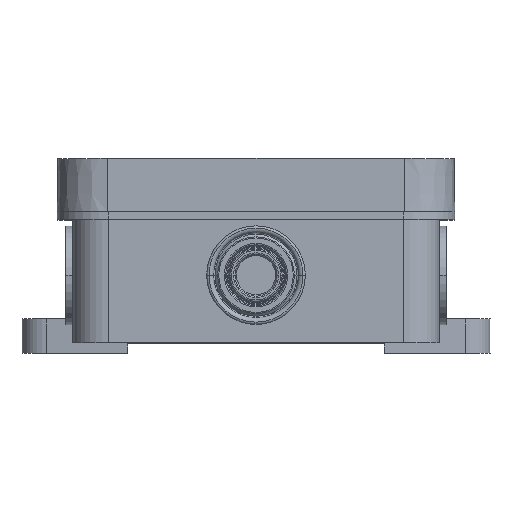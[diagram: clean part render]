
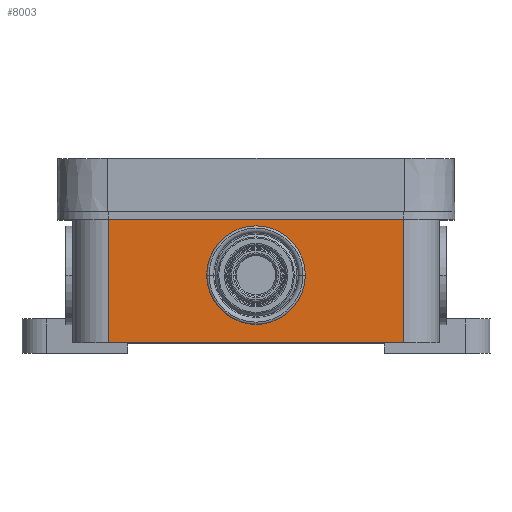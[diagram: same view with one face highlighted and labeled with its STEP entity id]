
A CAD part, top view. The second image highlights one B-rep face of the part: STEP entity #8003.
In plain terms, the highlighted planar face has unit normal (0, 0, 1).
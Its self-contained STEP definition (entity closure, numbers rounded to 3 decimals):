
#143 = ORIENTED_EDGE ( 'NONE', *, *, #7983, .T. ) ;
#228 = CARTESIAN_POINT ( 'NONE',  ( 0., 12.7, 34.6 ) ) ;
#365 = EDGE_CURVE ( 'NONE', #7078, #4481, #5248, .T. ) ;
#497 = LINE ( 'NONE', #5543, #7654 ) ;
#530 = ORIENTED_EDGE ( 'NONE', *, *, #1269, .T. ) ;
#586 = CARTESIAN_POINT ( 'NONE',  ( -34.6, 24.7, 34.6 ) ) ;
#748 = VECTOR ( 'NONE', #7509, 1000. ) ;
#753 = AXIS2_PLACEMENT_3D ( 'NONE', #228, #5237, #2693 ) ;
#1053 = DIRECTION ( 'NONE',  ( 0., 1., 0. ) ) ;
#1269 = EDGE_CURVE ( 'NONE', #7782, #7467, #3013, .T. ) ;
#1602 = ORIENTED_EDGE ( 'NONE', *, *, #7810, .F. ) ;
#1878 = DIRECTION ( 'NONE',  ( -1., 0., 0. ) ) ;
#2055 = EDGE_LOOP ( 'NONE', ( #1602, #4759 ) ) ;
#2071 = AXIS2_PLACEMENT_3D ( 'NONE', #6482, #8002, #7228 ) ;
#2412 = CARTESIAN_POINT ( 'NONE',  ( 27.85, 23.2, 34.6 ) ) ;
#2482 = CARTESIAN_POINT ( 'NONE',  ( -27.85, 24.7, 34.6 ) ) ;
#2550 = VECTOR ( 'NONE', #6853, 1000. ) ;
#2693 = DIRECTION ( 'NONE',  ( -1., 0., 0. ) ) ;
#3013 = LINE ( 'NONE', #3507, #748 ) ;
#3103 = VERTEX_POINT ( 'NONE', #2412 ) ;
#3110 = AXIS2_PLACEMENT_3D ( 'NONE', #586, #5623, #1878 ) ;
#3407 = EDGE_LOOP ( 'NONE', ( #4191, #143, #530, #5419 ) ) ;
#3507 = CARTESIAN_POINT ( 'NONE',  ( -34.6, 0., 34.6 ) ) ;
#3816 = CARTESIAN_POINT ( 'NONE',  ( 9.3, 12.7, 34.6 ) ) ;
#4191 = ORIENTED_EDGE ( 'NONE', *, *, #6413, .T. ) ;
#4232 = LINE ( 'NONE', #2482, #2550 ) ;
#4361 = CIRCLE ( 'NONE', #753, 9.3 ) ;
#4481 = VERTEX_POINT ( 'NONE', #4785 ) ;
#4759 = ORIENTED_EDGE ( 'NONE', *, *, #365, .F. ) ;
#4785 = CARTESIAN_POINT ( 'NONE',  ( -9.3, 12.7, 34.6 ) ) ;
#4799 = CARTESIAN_POINT ( 'NONE',  ( 27.85, 24.7, 34.6 ) ) ;
#5002 = EDGE_CURVE ( 'NONE', #7467, #3103, #5223, .T. ) ;
#5017 = CARTESIAN_POINT ( 'NONE',  ( -27.85, 23.2, 34.6 ) ) ;
#5037 = CARTESIAN_POINT ( 'NONE',  ( -27.85, 0., 34.6 ) ) ;
#5223 = LINE ( 'NONE', #4799, #6195 ) ;
#5237 = DIRECTION ( 'NONE',  ( 0., 0., 1. ) ) ;
#5248 = CIRCLE ( 'NONE', #2071, 9.3 ) ;
#5419 = ORIENTED_EDGE ( 'NONE', *, *, #5002, .T. ) ;
#5543 = CARTESIAN_POINT ( 'NONE',  ( -34.6, 23.2, 34.6 ) ) ;
#5623 = DIRECTION ( 'NONE',  ( 0., 0., -1. ) ) ;
#5904 = CARTESIAN_POINT ( 'NONE',  ( 27.85, 0., 34.6 ) ) ;
#5977 = FACE_OUTER_BOUND ( 'NONE', #3407, .T. ) ;
#6124 = FACE_BOUND ( 'NONE', #2055, .T. ) ;
#6195 = VECTOR ( 'NONE', #1053, 1000. ) ;
#6413 = EDGE_CURVE ( 'NONE', #3103, #6490, #497, .T. ) ;
#6482 = CARTESIAN_POINT ( 'NONE',  ( 0., 12.7, 34.6 ) ) ;
#6490 = VERTEX_POINT ( 'NONE', #5017 ) ;
#6853 = DIRECTION ( 'NONE',  ( 0., -1., 0. ) ) ;
#7078 = VERTEX_POINT ( 'NONE', #3816 ) ;
#7228 = DIRECTION ( 'NONE',  ( -1., 0., 0. ) ) ;
#7414 = DIRECTION ( 'NONE',  ( -1., 0., 0. ) ) ;
#7467 = VERTEX_POINT ( 'NONE', #5904 ) ;
#7474 = PLANE ( 'NONE',  #3110 ) ;
#7509 = DIRECTION ( 'NONE',  ( 1., 0., 0. ) ) ;
#7654 = VECTOR ( 'NONE', #7414, 1000. ) ;
#7782 = VERTEX_POINT ( 'NONE', #5037 ) ;
#7810 = EDGE_CURVE ( 'NONE', #4481, #7078, #4361, .T. ) ;
#7983 = EDGE_CURVE ( 'NONE', #6490, #7782, #4232, .T. ) ;
#8002 = DIRECTION ( 'NONE',  ( 0., 0., 1. ) ) ;
#8003 = ADVANCED_FACE ( 'NONE', ( #6124, #5977 ), #7474, .F. ) ;
